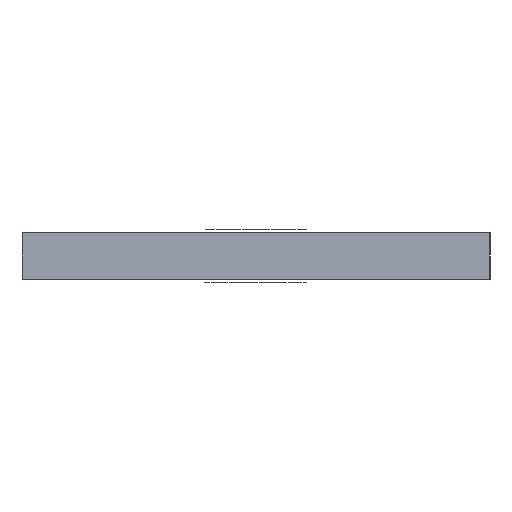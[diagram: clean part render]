
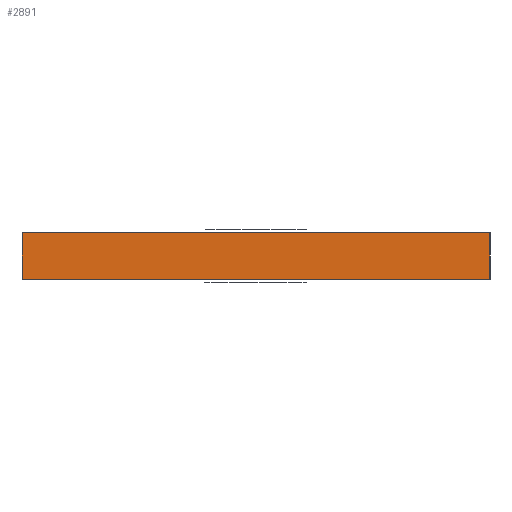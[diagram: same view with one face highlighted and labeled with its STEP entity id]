
A CAD part, left-side view. The second image highlights one B-rep face of the part: STEP entity #2891.
In plain terms, the highlighted planar face has unit normal (-1, 0, 0).
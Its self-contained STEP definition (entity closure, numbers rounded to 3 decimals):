
#601=FACE_OUTER_BOUND('',#723,.T.);
#723=EDGE_LOOP('',(#2296,#2297,#2298,#2299));
#841=LINE('',#4324,#1085);
#845=LINE('',#4332,#1089);
#847=LINE('',#4336,#1091);
#850=LINE('',#4341,#1094);
#1085=VECTOR('',#3369,1.);
#1089=VECTOR('',#3375,1.);
#1091=VECTOR('',#3379,1.);
#1094=VECTOR('',#3384,1.);
#1329=VERTEX_POINT('',#4321);
#1330=VERTEX_POINT('',#4323);
#1333=VERTEX_POINT('',#4330);
#1334=VERTEX_POINT('',#4335);
#1801=EDGE_CURVE('',#1329,#1330,#841,.T.);
#1805=EDGE_CURVE('',#1333,#1329,#845,.T.);
#1807=EDGE_CURVE('',#1334,#1333,#847,.T.);
#1810=EDGE_CURVE('',#1330,#1334,#850,.T.);
#2296=ORIENTED_EDGE('',*,*,#1810,.F.);
#2297=ORIENTED_EDGE('',*,*,#1801,.F.);
#2298=ORIENTED_EDGE('',*,*,#1805,.F.);
#2299=ORIENTED_EDGE('',*,*,#1807,.F.);
#2769=PLANE('',#3015);
#2891=ADVANCED_FACE('',(#601),#2769,.F.);
#3015=AXIS2_PLACEMENT_3D('',#4344,#3388,#3389);
#3369=DIRECTION('',(0.,0.,-1.));
#3375=DIRECTION('',(0.,-1.,0.));
#3379=DIRECTION('',(0.,0.,1.));
#3384=DIRECTION('',(0.,1.,0.));
#3388=DIRECTION('center_axis',(1.,0.,0.));
#3389=DIRECTION('ref_axis',(0.,0.,-1.));
#4321=CARTESIAN_POINT('',(41.438,27.271,3.004));
#4323=CARTESIAN_POINT('',(41.438,27.271,0.004));
#4324=CARTESIAN_POINT('',(41.438,27.271,3.004));
#4330=CARTESIAN_POINT('',(41.438,57.271,3.004));
#4332=CARTESIAN_POINT('',(41.438,57.271,3.004));
#4335=CARTESIAN_POINT('',(41.438,57.271,0.004));
#4336=CARTESIAN_POINT('',(41.438,57.271,0.004));
#4341=CARTESIAN_POINT('',(41.438,33.271,0.004));
#4344=CARTESIAN_POINT('Origin',(41.438,45.271,0.879));
